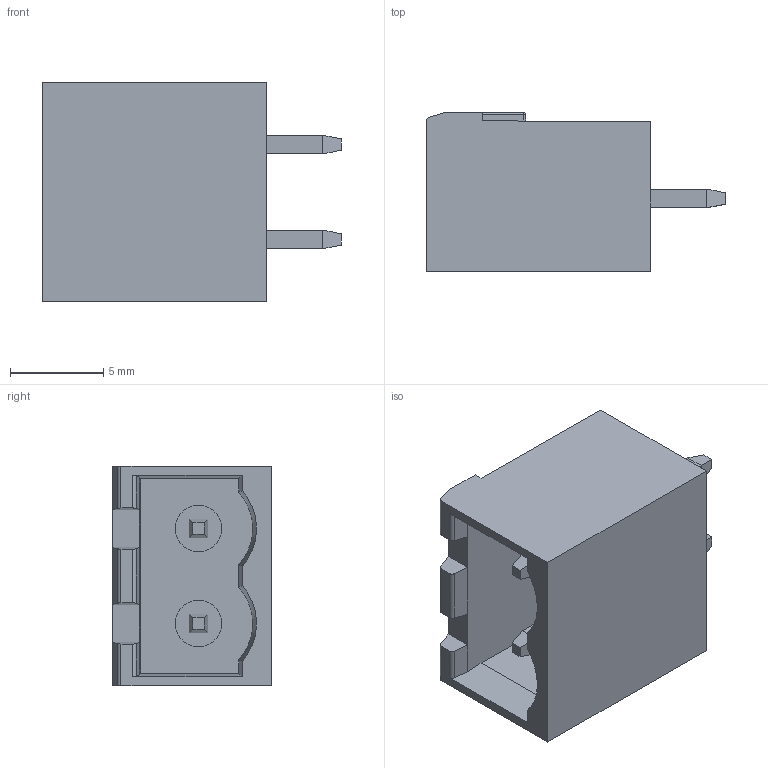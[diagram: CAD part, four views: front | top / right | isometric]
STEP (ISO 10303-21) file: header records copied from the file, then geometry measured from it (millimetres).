
FILE_DESCRIPTION (( 'STEP AP214' ), '1' );
FILE_NAME ('CUI_DEVICES_TBP01R2-508-02BK.step', '2019-10-22T00:47:05', ( '' ), ( '' ), 'SwSTEP 2.0', 'SolidWorks 2019', '' );
FILE_SCHEMA (( 'AUTOMOTIVE_DESIGN' ));
Length unit declared in the file: millimetre
Products named in the file (1): CUI_DEVICES_TBP01R2-508-02BK
Bounding box: 16 x 8.5 x 11.76 mm (x, y, z)
Volume: 657.6 mm3; surface area: 1038.7 mm2
Topology: 1 solids, 1 shells, 107 faces, 259 edges, 156 vertices
Faces by surface type: plane 79, cylinder 22, bspline 4, cone 2
Entity records: 3483 total; most frequent: CARTESIAN_POINT 633, ORIENTED_EDGE 510, DIRECTION 477, EDGE_CURVE 255, VECTOR 205, LINE 205, VERTEX_POINT 156, AXIS2_PLACEMENT_3D 136
